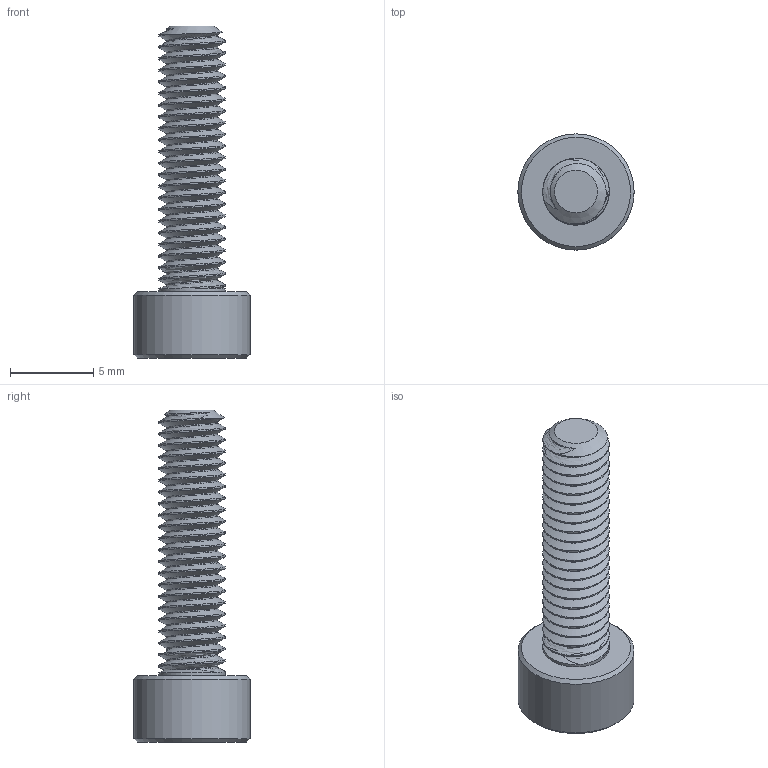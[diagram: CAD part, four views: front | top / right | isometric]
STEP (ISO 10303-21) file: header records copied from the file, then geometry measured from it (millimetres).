
FILE_DESCRIPTION(/* description */ (''),/* implementation_level */ '2;1');
FILE_NAME(/* name */ 'M4x16.step',/* time_stamp */ '2018-06-29T23:30:55+02:00',/* author */ ('boelle'),/* organization */ (''),/* preprocessor_version */ 'ST-DEVELOPER v17',/* originating_system */ 'Autodesk Translation Framework v7.1.0.215',/* authorisation */ '');
FILE_SCHEMA (('AUTOMOTIVE_DESIGN { 1 0 10303 214 3 1 1 }'));
Length unit declared in the file: millimetre
Products named in the file (2): M4x16; 91290A154
Assembly tree (1 placements, depth 2):
  M4x16
    91290A154
Bounding box: 7 x 7 x 20 mm (x, y, z)
Volume: 294.2 mm3; surface area: 485.7 mm2
Topology: 1 solids, 1 shells, 69 faces, 187 edges, 122 vertices
Faces by surface type: cylinder 47, cone 10, plane 10, bspline 2
Full cylindrical faces by diameter (mm): 3.091 x21, 4 x22, 7 x1
Entity records: 6389 total; most frequent: CARTESIAN_POINT 4783, ORIENTED_EDGE 374, DIRECTION 249, EDGE_CURVE 187, VERTEX_POINT 122, B_SPLINE_CURVE_WITH_KNOTS 97, AXIS2_PLACEMENT_3D 94, EDGE_LOOP 71
